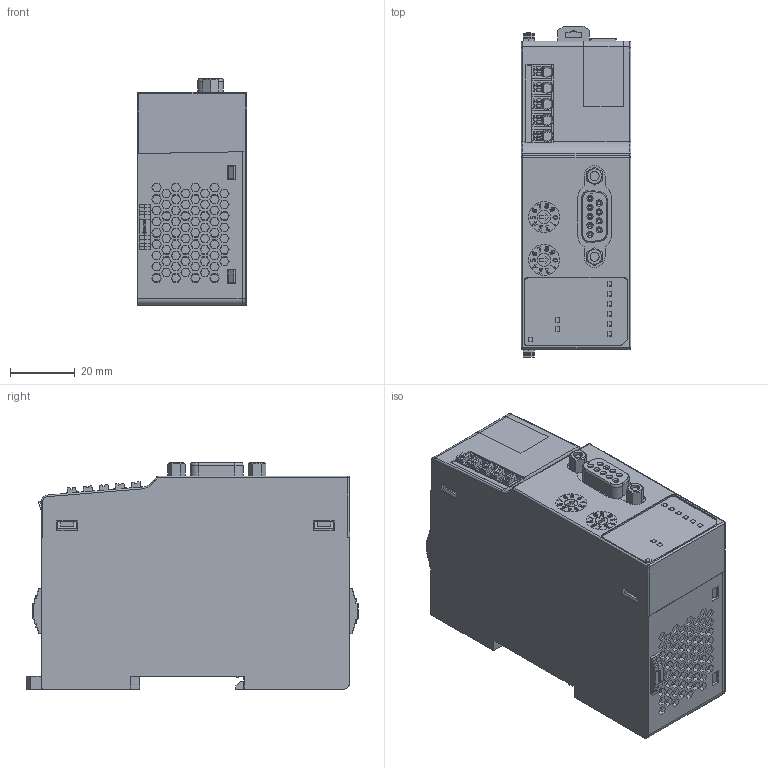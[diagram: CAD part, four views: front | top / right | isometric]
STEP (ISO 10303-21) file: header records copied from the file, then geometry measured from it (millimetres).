
FILE_DESCRIPTION(/* description */ (''),/* implementation_level */ '2;1');
FILE_NAME(/* name */ '',/* time_stamp */ '2023-12-07T17:11:50+08:00',/* author */ (''),/* organization */ (''),/* preprocessor_version */ 'ST-DEVELOPER v14',/* originating_system */ 'SIEMENS PLM Software NX 8.0',/* authorisation */ '');
FILE_SCHEMA (('AUTOMOTIVE_DESIGN { 1 0 10303 214 3 1 1 1 }'));
Products named in the file (1): Admi319C8A23afn6
Bounding box: 34.03 x 102.95 x 70.21 mm (x, y, z)
Volume: 202359.1 mm3; surface area: 26615.8 mm2
Topology: 1 solids, 3 shells, 2826 faces, 7382 edges, 4881 vertices
Faces by surface type: plane 2437, extrusion 188, cone 95, cylinder 83, bspline 13, torus 6, sphere 4
Full cylindrical faces by diameter (mm): 1.299 x3, 1.3 x2, 4 x2, 9.6 x2
Entity records: 88863 total; most frequent: CARTESIAN_POINT 19418, ORIENTED_EDGE 14726, DIRECTION 12629, EDGE_CURVE 7363, VECTOR 6649, LINE 6461, VERTEX_POINT 4876, EDGE_LOOP 3159
